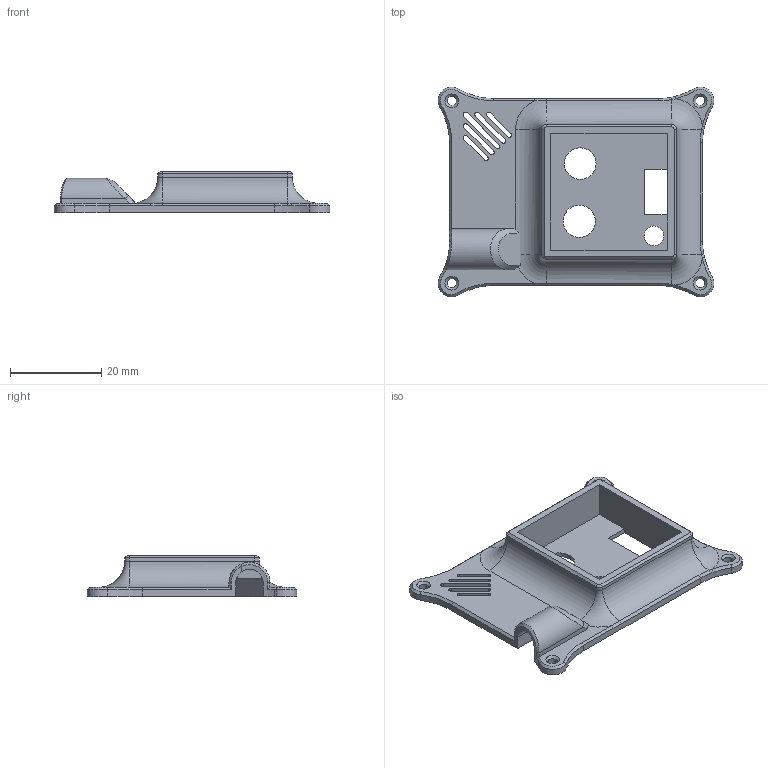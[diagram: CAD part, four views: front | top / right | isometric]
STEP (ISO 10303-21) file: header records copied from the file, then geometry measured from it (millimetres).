
FILE_DESCRIPTION(('FreeCAD Model'),'2;1');
FILE_NAME('Open CASCADE Shape Model','2024-02-27T19:25:38',(''),(''), 'Open CASCADE STEP processor 7.6','FreeCAD','Unknown');
FILE_SCHEMA(('AUTOMOTIVE_DESIGN { 1 0 10303 214 1 1 1 1 }'));
Length unit declared in the file: millimetre
Products named in the file (1): top
Bounding box: 60.5 x 46 x 9 mm (x, y, z)
Volume: 6432.3 mm3; surface area: 6585.4 mm2
Topology: 1 solids, 1 shells, 131 faces, 336 edges, 207 vertices
Faces by surface type: plane 51, cylinder 40, cone 21, bspline 15, torus 4
Full cylindrical faces by diameter (mm): 2 x4, 4.305 x1, 6.949 x1, 7.109 x1
Entity records: 9212 total; most frequent: CARTESIAN_POINT 2586, DIRECTION 1194, LINE 707, VECTOR 707, ORIENTED_EDGE 672, PCURVE 672, DEFINITIONAL_REPRESENTATION 672, EDGE_CURVE 336
